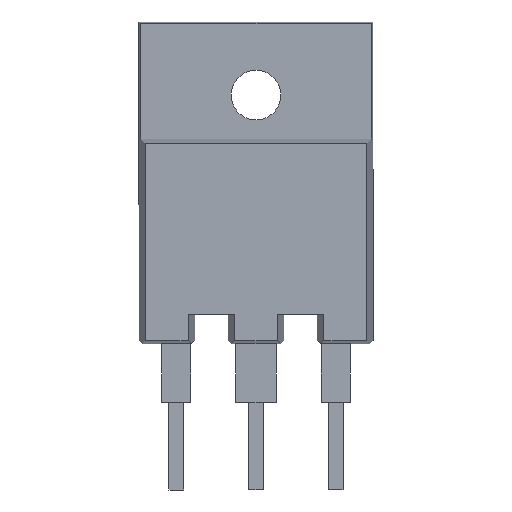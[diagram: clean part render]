
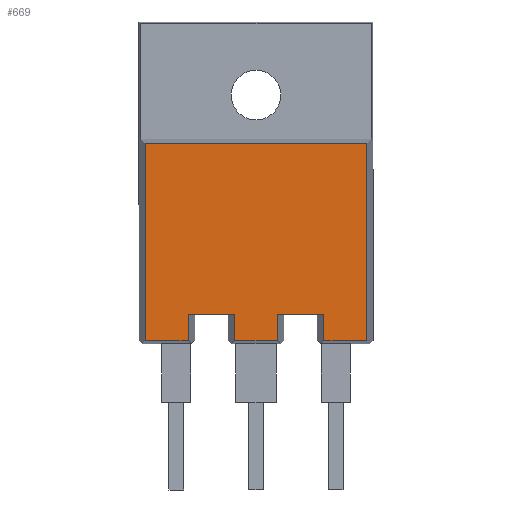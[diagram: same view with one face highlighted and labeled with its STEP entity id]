
A CAD part, front view. The second image highlights one B-rep face of the part: STEP entity #669.
In plain terms, the highlighted planar face has unit normal (0, -1, 0).
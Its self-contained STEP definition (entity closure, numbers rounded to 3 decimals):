
#534=CARTESIAN_POINT('',(4.64,-1.8,6.22));
#535=VERTEX_POINT('',#534);
#542=CARTESIAN_POINT('',(4.64,-1.8,8.));
#543=VERTEX_POINT('',#542);
#544=CARTESIAN_POINT('',(4.64,-1.8,6.22));
#545=DIRECTION('',(0.0,0.0,1.0));
#546=VECTOR('',#545,1.78);
#547=LINE('',#544,#546);
#548=EDGE_CURVE('',#535,#543,#547,.T.);
#575=CARTESIAN_POINT('',(0.,-1.8,12.429));
#576=DIRECTION('',(0.0,-1.0,0.0));
#577=DIRECTION('',(1.0,0.0,0.0));
#578=AXIS2_PLACEMENT_3D('',#575,#576,#577);
#579=PLANE('',#578);
#580=CARTESIAN_POINT('',(1.46,-1.8,8.0));
#581=VERTEX_POINT('',#580);
#582=CARTESIAN_POINT('',(4.64,-1.8,8.0));
#583=DIRECTION('',(-1.0,0.0,0.0));
#584=VECTOR('',#583,3.18);
#585=LINE('',#582,#584);
#586=EDGE_CURVE('',#543,#581,#585,.T.);
#587=ORIENTED_EDGE('',*,*,#586,.F.);
#588=ORIENTED_EDGE('',*,*,#548,.F.);
#589=CARTESIAN_POINT('',(7.568,-1.8,6.22));
#590=VERTEX_POINT('',#589);
#591=CARTESIAN_POINT('',(7.568,-1.8,6.22));
#592=DIRECTION('',(-1.0,0.0,0.0));
#593=VECTOR('',#592,2.928);
#594=LINE('',#591,#593);
#595=EDGE_CURVE('',#590,#535,#594,.T.);
#596=ORIENTED_EDGE('',*,*,#595,.F.);
#597=CARTESIAN_POINT('',(7.568,-1.8,19.7));
#598=VERTEX_POINT('',#597);
#599=CARTESIAN_POINT('',(7.568,-1.8,6.22));
#600=DIRECTION('',(0.0,0.0,1.0));
#601=VECTOR('',#600,13.48);
#602=LINE('',#599,#601);
#603=EDGE_CURVE('',#598,#590,#602,.F.);
#604=ORIENTED_EDGE('',*,*,#603,.F.);
#605=CARTESIAN_POINT('',(-7.568,-1.8,19.7));
#606=VERTEX_POINT('',#605);
#607=CARTESIAN_POINT('',(-7.568,-1.8,19.7));
#608=DIRECTION('',(1.0,0.0,0.0));
#609=VECTOR('',#608,15.136);
#610=LINE('',#607,#609);
#611=EDGE_CURVE('',#606,#598,#610,.T.);
#612=ORIENTED_EDGE('',*,*,#611,.F.);
#613=CARTESIAN_POINT('',(-7.568,-1.8,6.22));
#614=VERTEX_POINT('',#613);
#615=CARTESIAN_POINT('',(-7.568,-1.8,19.7));
#616=DIRECTION('',(0.0,0.0,-1.0));
#617=VECTOR('',#616,13.48);
#618=LINE('',#615,#617);
#619=EDGE_CURVE('',#614,#606,#618,.F.);
#620=ORIENTED_EDGE('',*,*,#619,.F.);
#621=CARTESIAN_POINT('',(-4.64,-1.8,6.22));
#622=VERTEX_POINT('',#621);
#623=CARTESIAN_POINT('',(-4.64,-1.8,6.22));
#624=DIRECTION('',(-1.0,0.0,0.0));
#625=VECTOR('',#624,2.928);
#626=LINE('',#623,#625);
#627=EDGE_CURVE('',#622,#614,#626,.T.);
#628=ORIENTED_EDGE('',*,*,#627,.F.);
#629=CARTESIAN_POINT('',(-4.64,-1.8,8.0));
#630=VERTEX_POINT('',#629);
#631=CARTESIAN_POINT('',(-4.64,-1.8,8.0));
#632=DIRECTION('',(0.0,0.0,-1.0));
#633=VECTOR('',#632,1.78);
#634=LINE('',#631,#633);
#635=EDGE_CURVE('',#630,#622,#634,.T.);
#636=ORIENTED_EDGE('',*,*,#635,.F.);
#637=CARTESIAN_POINT('',(-1.46,-1.8,8.0));
#638=VERTEX_POINT('',#637);
#639=CARTESIAN_POINT('',(-1.46,-1.8,8.0));
#640=DIRECTION('',(-1.0,0.0,0.0));
#641=VECTOR('',#640,3.18);
#642=LINE('',#639,#641);
#643=EDGE_CURVE('',#638,#630,#642,.T.);
#644=ORIENTED_EDGE('',*,*,#643,.F.);
#645=CARTESIAN_POINT('',(-1.46,-1.8,6.22));
#646=VERTEX_POINT('',#645);
#647=CARTESIAN_POINT('',(-1.46,-1.8,6.22));
#648=DIRECTION('',(0.0,0.0,1.0));
#649=VECTOR('',#648,1.78);
#650=LINE('',#647,#649);
#651=EDGE_CURVE('',#646,#638,#650,.T.);
#652=ORIENTED_EDGE('',*,*,#651,.F.);
#653=CARTESIAN_POINT('',(1.46,-1.8,6.22));
#654=VERTEX_POINT('',#653);
#655=CARTESIAN_POINT('',(1.46,-1.8,6.22));
#656=DIRECTION('',(-1.0,0.0,0.0));
#657=VECTOR('',#656,2.92);
#658=LINE('',#655,#657);
#659=EDGE_CURVE('',#654,#646,#658,.T.);
#660=ORIENTED_EDGE('',*,*,#659,.F.);
#661=CARTESIAN_POINT('',(1.46,-1.8,8.));
#662=DIRECTION('',(0.0,0.0,-1.0));
#663=VECTOR('',#662,1.78);
#664=LINE('',#661,#663);
#665=EDGE_CURVE('',#581,#654,#664,.T.);
#666=ORIENTED_EDGE('',*,*,#665,.F.);
#667=EDGE_LOOP('',(#587,#588,#596,#604,#612,#620,#628,#636,#644,#652,#660,#666));
#668=FACE_OUTER_BOUND('',#667,.T.);
#669=ADVANCED_FACE('',(#668),#579,.T.);
